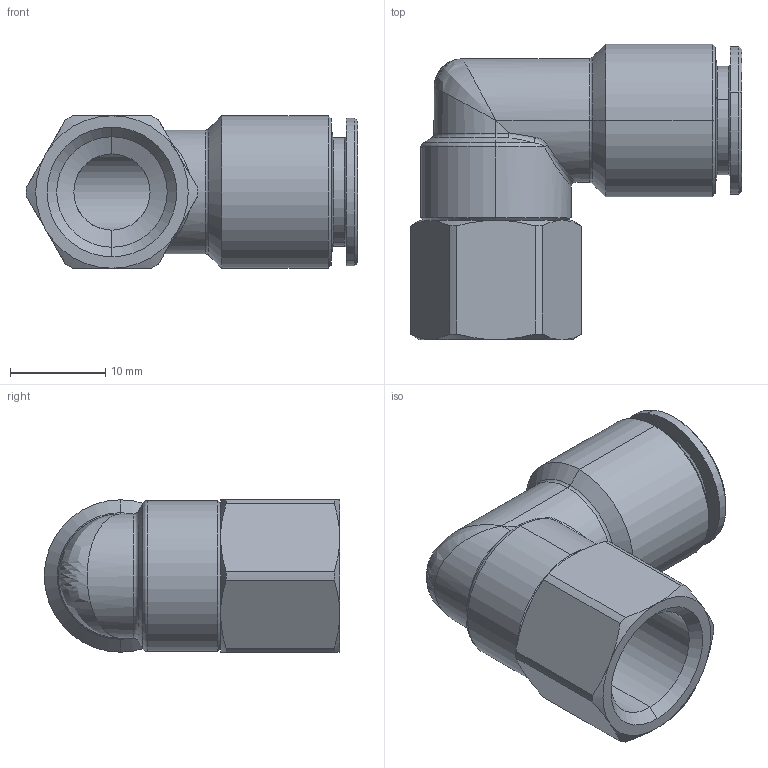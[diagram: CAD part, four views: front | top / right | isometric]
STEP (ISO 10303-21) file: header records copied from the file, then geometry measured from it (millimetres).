
FILE_DESCRIPTION (( 'STEP AP203' ), '1' );
FILE_NAME ('A0070052.STEP', '2009-01-19T09:19:19', ( 'UT1' ), ( 'sopra-pneumatic' ), 'SwSTEP 2.0', 'SolidWorks 2008', '' );
FILE_SCHEMA (( 'CONFIG_CONTROL_DESIGN' ));
Length unit declared in the file: millimetre
Products named in the file (1): A0070052
Bounding box: 34.8 x 31 x 16 mm (x, y, z)
Volume: 5121.5 mm3; surface area: 4307.7 mm2
Topology: 1 solids, 1 shells, 88 faces, 199 edges, 114 vertices
Faces by surface type: cone 35, cylinder 27, plane 12, torus 8, bspline 6
Entity records: 2993 total; most frequent: CARTESIAN_POINT 1004, DIRECTION 418, ORIENTED_EDGE 394, EDGE_CURVE 197, AXIS2_PLACEMENT_3D 182, VERTEX_POINT 114, CIRCLE 99, EDGE_LOOP 93
